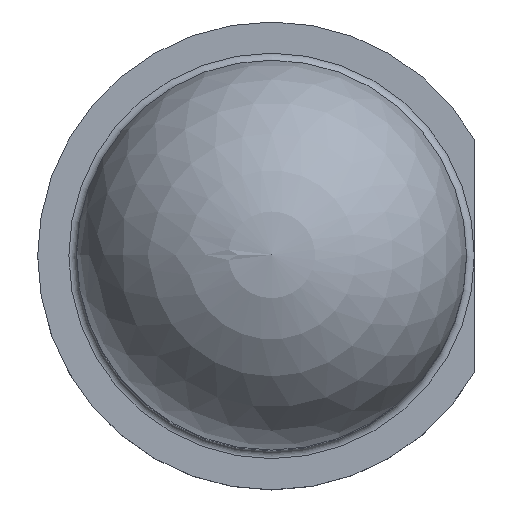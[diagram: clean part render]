
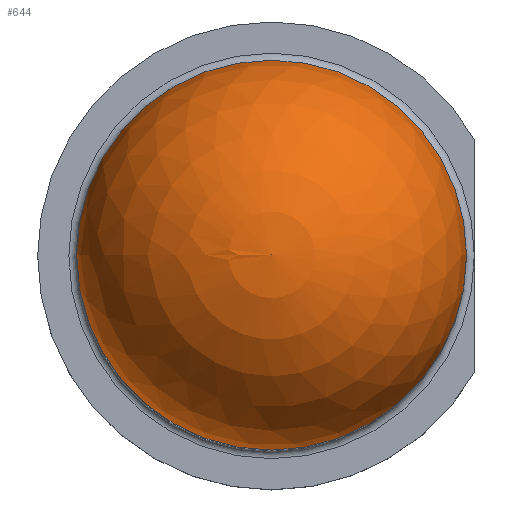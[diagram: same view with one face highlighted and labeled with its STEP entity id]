
A CAD part, top view. The second image highlights one B-rep face of the part: STEP entity #644.
In plain terms, the highlighted spherical face has radius 2.5 mm.
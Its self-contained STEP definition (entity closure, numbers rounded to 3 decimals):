
#644=ADVANCED_FACE('',(#1130),#1132,.T.);
#1130=FACE_OUTER_BOUND('',#1131,.T.);
#1131=EDGE_LOOP('',(#1464));
#1132=SPHERICAL_SURFACE('',#1133,2.5);
#1133=AXIS2_PLACEMENT_3D('',#1134,#1135,#1136);
#1134=CARTESIAN_POINT('',(1.27,0.,10.5));
#1135=DIRECTION('',(0.,0.,-1.));
#1136=DIRECTION('',(-1.,0.,0.));
#1464=ORIENTED_EDGE('',*,*,#1620,.F.);
#1620=EDGE_CURVE('',#1885,#1885,#1886,.T.);
#1885=VERTEX_POINT('',#2601);
#1886=CIRCLE('',#2602,2.5);
#2601=CARTESIAN_POINT('',(-1.23,0.,10.5));
#2602=AXIS2_PLACEMENT_3D('',#2603,#2604,#2605);
#2603=CARTESIAN_POINT('',(1.27,0.,10.5));
#2604=DIRECTION('',(0.,0.,-1.));
#2605=DIRECTION('',(-1.,0.,0.));
